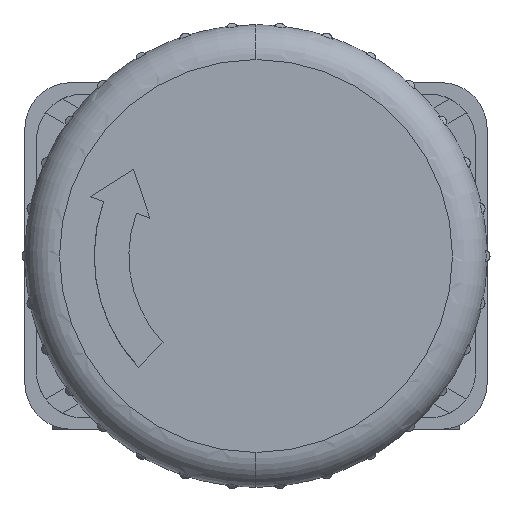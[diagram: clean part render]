
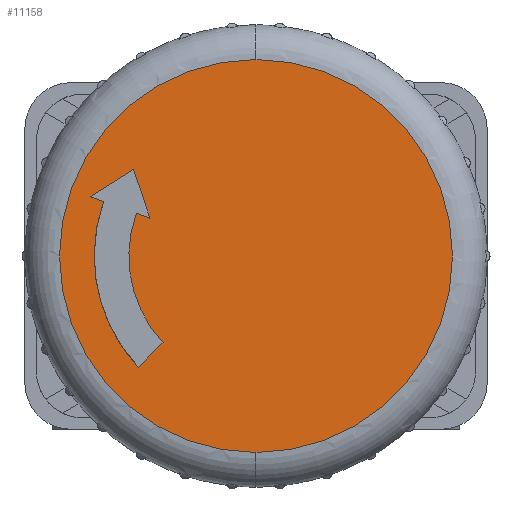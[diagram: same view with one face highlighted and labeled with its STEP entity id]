
A CAD part, left-side view. The second image highlights one B-rep face of the part: STEP entity #11158.
In plain terms, the highlighted planar face has unit normal (-1, 0, 0).
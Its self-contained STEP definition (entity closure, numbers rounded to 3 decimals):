
#10345=CARTESIAN_POINT('Vertex',(187.842,43.628,-1.995)) ;
#10348=CARTESIAN_POINT('Axis2P3D Location',(187.842,43.628,15.005)) ;
#10352=CARTESIAN_POINT('Vertex',(187.842,43.628,32.005)) ;
#10709=CARTESIAN_POINT('Axis2P3D Location',(187.842,43.628,15.005)) ;
#11082=CARTESIAN_POINT('Axis2P3D Location',(187.842,43.628,32.005)) ;
#11092=CARTESIAN_POINT('Control Point',(187.842,56.813,19.713)) ;
#11093=CARTESIAN_POINT('Control Point',(187.842,57.244,18.505)) ;
#11094=CARTESIAN_POINT('Control Point',(187.842,57.537,17.247)) ;
#11095=CARTESIAN_POINT('Control Point',(187.842,57.684,15.961)) ;
#11096=CARTESIAN_POINT('Control Point',(187.842,57.681,13.378)) ;
#11097=CARTESIAN_POINT('Control Point',(187.842,57.094,10.863)) ;
#11098=CARTESIAN_POINT('Control Point',(187.842,56.657,9.644)) ;
#11099=CARTESIAN_POINT('Control Point',(187.842,55.854,8.021)) ;
#11100=CARTESIAN_POINT('Control Point',(187.842,54.809,6.555)) ;
#11101=CARTESIAN_POINT('Control Point',(187.842,54.489,6.148)) ;
#11102=CARTESIAN_POINT('Control Point',(187.842,54.151,5.757)) ;
#11103=CARTESIAN_POINT('Control Point',(187.842,53.797,5.383)) ;
#11104=CARTESIAN_POINT('Vertex',(187.842,56.813,19.713)) ;
#11106=CARTESIAN_POINT('Vertex',(187.842,53.797,5.383)) ;
#11109=CARTESIAN_POINT('Line Origine',(187.842,57.401,19.924)) ;
#11113=CARTESIAN_POINT('Vertex',(187.842,57.99,20.134)) ;
#11116=CARTESIAN_POINT('Line Origine',(187.842,56.106,21.319)) ;
#11120=CARTESIAN_POINT('Vertex',(187.842,54.223,22.505)) ;
#11123=CARTESIAN_POINT('Line Origine',(187.842,53.516,20.395)) ;
#11127=CARTESIAN_POINT('Vertex',(187.842,52.81,18.284)) ;
#11130=CARTESIAN_POINT('Line Origine',(187.842,53.399,18.494)) ;
#11134=CARTESIAN_POINT('Vertex',(187.842,53.987,18.704)) ;
#11137=CARTESIAN_POINT('Axis2P3D Location',(187.842,43.628,15.005)) ;
#11141=CARTESIAN_POINT('Vertex',(187.842,51.675,7.505)) ;
#11144=CARTESIAN_POINT('Line Origine',(187.842,52.736,6.444)) ;
#10349=DIRECTION('Axis2P3D Direction',(-1.,0.,0.)) ;
#10710=DIRECTION('Axis2P3D Direction',(-1.,0.,0.)) ;
#11083=DIRECTION('Axis2P3D Direction',(1.,0.,0.)) ;
#11084=DIRECTION('Axis2P3D XDirection',(0.,0.,-1.)) ;
#11110=DIRECTION('Vector Direction',(0.,-0.942,-0.336)) ;
#11117=DIRECTION('Vector Direction',(0.,0.846,-0.533)) ;
#11124=DIRECTION('Vector Direction',(0.,0.317,0.948)) ;
#11131=DIRECTION('Vector Direction',(0.,-0.942,-0.336)) ;
#11138=DIRECTION('Axis2P3D Direction',(1.,0.,0.)) ;
#11145=DIRECTION('Vector Direction',(0.,-0.707,0.707)) ;
#10350=AXIS2_PLACEMENT_3D('Circle Axis2P3D',#10348,#10349,$) ;
#10711=AXIS2_PLACEMENT_3D('Circle Axis2P3D',#10709,#10710,$) ;
#11085=AXIS2_PLACEMENT_3D('Plane Axis2P3D',#11082,#11083,#11084) ;
#11139=AXIS2_PLACEMENT_3D('Circle Axis2P3D',#11137,#11138,$) ;
#11088=ORIENTED_EDGE('',*,*,#10354,.T.) ;
#11089=ORIENTED_EDGE('',*,*,#10713,.T.) ;
#11150=ORIENTED_EDGE('',*,*,#11108,.F.) ;
#11151=ORIENTED_EDGE('',*,*,#11115,.F.) ;
#11152=ORIENTED_EDGE('',*,*,#11122,.F.) ;
#11153=ORIENTED_EDGE('',*,*,#11129,.F.) ;
#11154=ORIENTED_EDGE('',*,*,#11136,.F.) ;
#11155=ORIENTED_EDGE('',*,*,#11143,.F.) ;
#11156=ORIENTED_EDGE('',*,*,#11148,.F.) ;
#11157=FACE_BOUND('',#11149,.T.) ;
#11111=VECTOR('Line Direction',#11110,1.) ;
#11118=VECTOR('Line Direction',#11117,1.) ;
#11125=VECTOR('Line Direction',#11124,1.) ;
#11132=VECTOR('Line Direction',#11131,1.) ;
#11146=VECTOR('Line Direction',#11145,1.) ;
#11158=ADVANCED_FACE('Boss-Extrude8',(#11090,#11157),#11086,.F.) ;
#11091=B_SPLINE_CURVE_WITH_KNOTS('',5,(#11092,#11093,#11094,#11095,#11096,#11097,#11098,#11099,#11100,#11101,#11102,#11103),.UNSPECIFIED.,.F.,.U.,(6,3,3,6),(0.,9.073,18.146,21.792),.UNSPECIFIED.) ;
#10351=CIRCLE('generated circle',#10350,17.) ;
#10712=CIRCLE('generated circle',#10711,17.) ;
#11140=CIRCLE('generated circle',#11139,11.) ;
#10354=EDGE_CURVE('',#10353,#10346,#10351,.T.) ;
#10713=EDGE_CURVE('',#10346,#10353,#10712,.T.) ;
#11108=EDGE_CURVE('',#11105,#11107,#11091,.T.) ;
#11115=EDGE_CURVE('',#11114,#11105,#11112,.T.) ;
#11122=EDGE_CURVE('',#11121,#11114,#11119,.T.) ;
#11129=EDGE_CURVE('',#11128,#11121,#11126,.T.) ;
#11136=EDGE_CURVE('',#11135,#11128,#11133,.T.) ;
#11143=EDGE_CURVE('',#11142,#11135,#11140,.T.) ;
#11148=EDGE_CURVE('',#11107,#11142,#11147,.T.) ;
#11087=EDGE_LOOP('',(#11088,#11089)) ;
#11149=EDGE_LOOP('',(#11150,#11151,#11152,#11153,#11154,#11155,#11156)) ;
#11090=FACE_OUTER_BOUND('',#11087,.T.) ;
#11112=LINE('Line',#11109,#11111) ;
#11119=LINE('Line',#11116,#11118) ;
#11126=LINE('Line',#11123,#11125) ;
#11133=LINE('Line',#11130,#11132) ;
#11147=LINE('Line',#11144,#11146) ;
#11086=PLANE('Plane',#11085) ;
#10346=VERTEX_POINT('',#10345) ;
#10353=VERTEX_POINT('',#10352) ;
#11105=VERTEX_POINT('',#11104) ;
#11107=VERTEX_POINT('',#11106) ;
#11114=VERTEX_POINT('',#11113) ;
#11121=VERTEX_POINT('',#11120) ;
#11128=VERTEX_POINT('',#11127) ;
#11135=VERTEX_POINT('',#11134) ;
#11142=VERTEX_POINT('',#11141) ;
